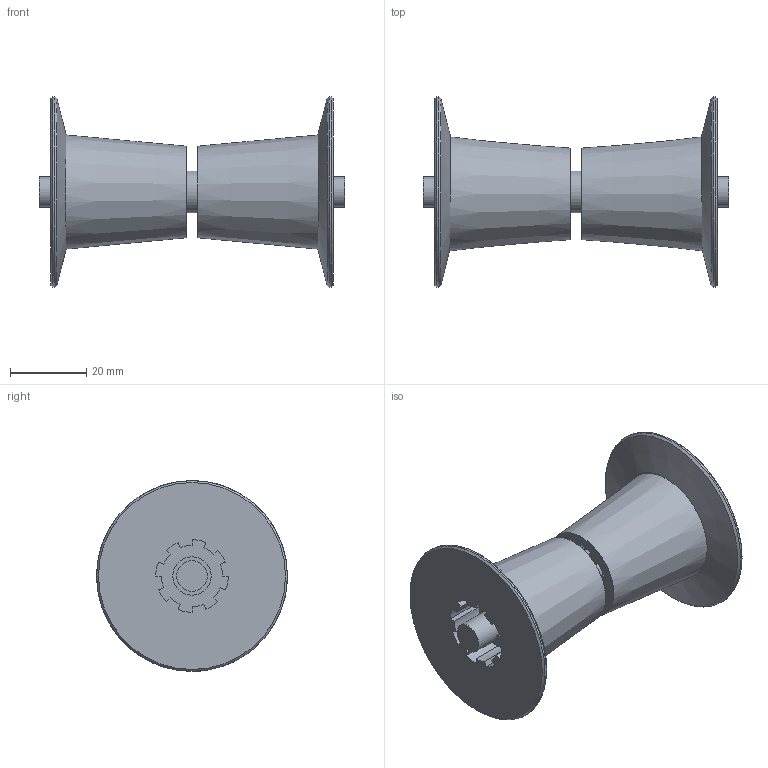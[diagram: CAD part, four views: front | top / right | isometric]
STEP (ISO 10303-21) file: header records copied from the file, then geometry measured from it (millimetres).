
FILE_DESCRIPTION(('FreeCAD Model'),'2;1');
FILE_NAME('Open CASCADE Shape Model','2025-05-29T21:20:39',(''),(''), 'Open CASCADE STEP processor 7.6','FreeCAD','Unknown');
FILE_SCHEMA(('AUTOMOTIVE_DESIGN { 1 0 10303 214 1 1 1 1 }'));
Length unit declared in the file: millimetre
Products named in the file (6): _0250526_Modified_back_roller; eje trasero; separador 688; back short free roller; back short free roller (Mirror #1)
Assembly tree (5 placements, depth 2):
  _0250526_Modified_back_roller
    eje trasero
    eje trasero
    separador 688
    back short free roller
    back short free roller (Mirror #1)
Bounding box: 80 x 50 x 50 mm (x, y, z)
Volume: 45060.8 mm3; surface area: 21685.5 mm2
Topology: 5 solids, 5 shells, 160 faces, 492 edges, 346 vertices
Faces by surface type: plane 80, cylinder 72, cone 6, bspline 2
Full cylindrical faces by diameter (mm): 8 x3, 10 x2, 11 x1, 50 x2
Entity records: 12815 total; most frequent: CARTESIAN_POINT 3196, DIRECTION 1762, ORIENTED_EDGE 984, PCURVE 984, DEFINITIONAL_REPRESENTATION 984, LINE 896, VECTOR 896, EDGE_CURVE 492
